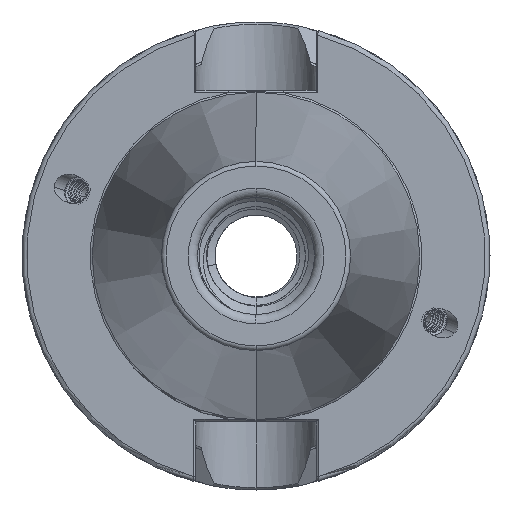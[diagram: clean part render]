
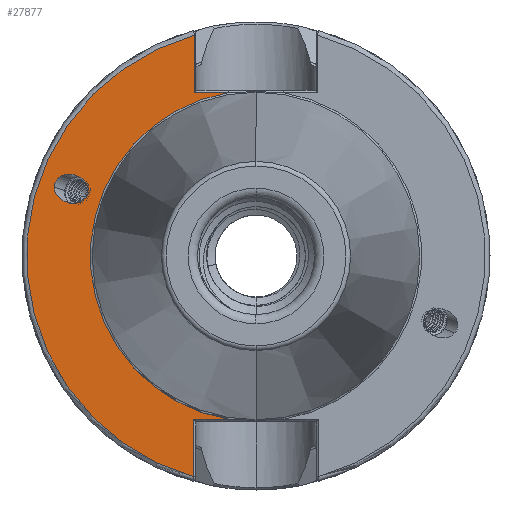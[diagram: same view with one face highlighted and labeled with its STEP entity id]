
A CAD part, left-side view. The second image highlights one B-rep face of the part: STEP entity #27877.
In plain terms, the highlighted planar face has unit normal (-1, 0, 0).
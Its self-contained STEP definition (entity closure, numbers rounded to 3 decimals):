
#899 = VECTOR ( 'NONE', #28331, 1000. ) ;
#910 = CIRCLE ( 'NONE', #8999, 49. ) ;
#977 = LINE ( 'NONE', #28289, #899 ) ;
#1005 = LINE ( 'NONE', #28312, #1019 ) ;
#1019 = VECTOR ( 'NONE', #28376, 1000. ) ;
#1032 = VECTOR ( 'NONE', #23064, 1000. ) ;
#1037 = LINE ( 'NONE', #23082, #1032 ) ;
#1064 = CIRCLE ( 'NONE', #9028, 35.398 ) ;
#1070 = LINE ( 'NONE', #22832, #1105 ) ;
#1105 = VECTOR ( 'NONE', #22851, 1000. ) ;
#1630 = ORIENTED_EDGE ( 'NONE', *, *, #23918, .F. ) ;
#1692 = ORIENTED_EDGE ( 'NONE', *, *, #23673, .T. ) ;
#1694 = ORIENTED_EDGE ( 'NONE', *, *, #23678, .T. ) ;
#1695 = ORIENTED_EDGE ( 'NONE', *, *, #23676, .F. ) ;
#1696 = ORIENTED_EDGE ( 'NONE', *, *, #23709, .T. ) ;
#1710 = ORIENTED_EDGE ( 'NONE', *, *, #23708, .T. ) ;
#1727 = ORIENTED_EDGE ( 'NONE', *, *, #23968, .F. ) ;
#1738 = ORIENTED_EDGE ( 'NONE', *, *, #23652, .F. ) ;
#1744 = ORIENTED_EDGE ( 'NONE', *, *, #23694, .T. ) ;
#2812 = AXIS2_PLACEMENT_3D ( 'NONE', #30172, #30185, #30187 ) ;
#8999 = AXIS2_PLACEMENT_3D ( 'NONE', #28036, #28014, #28001 ) ;
#9028 = AXIS2_PLACEMENT_3D ( 'NONE', #23152, #23066, #23069 ) ;
#10014 = EDGE_LOOP ( 'NONE', ( #1738, #1692, #1710, #1696, #1694, #1744 ) ) ;
#10044 = EDGE_LOOP ( 'NONE', ( #1630, #1695, #1727 ) ) ;
#10129 = CARTESIAN_POINT ( 'NONE',  ( 0., 5.916, -34.9 ) ) ;
#16317 = CARTESIAN_POINT ( 'NONE',  ( 0., 43.118, 14.766 ) ) ;
#16357 = CARTESIAN_POINT ( 'NONE',  ( 0., 35.968, 13.091 ) ) ;
#16399 = CARTESIAN_POINT ( 'NONE',  ( 0., 13.279, -34.9 ) ) ;
#16413 = CARTESIAN_POINT ( 'NONE',  ( 0., 13.194, 34.9 ) ) ;
#16443 = CARTESIAN_POINT ( 'NONE',  ( 0., 35.816, 13.963 ) ) ;
#16483 = CARTESIAN_POINT ( 'NONE',  ( 0., 13.194, 47.19 ) ) ;
#18829 = VERTEX_POINT ( 'NONE', #32454 ) ;
#18831 = VERTEX_POINT ( 'NONE', #32463 ) ;
#18849 = VERTEX_POINT ( 'NONE', #10129 ) ;
#18926 = VERTEX_POINT ( 'NONE', #16357 ) ;
#18949 = VERTEX_POINT ( 'NONE', #16317 ) ;
#19003 = VERTEX_POINT ( 'NONE', #16443 ) ;
#19081 = VERTEX_POINT ( 'NONE', #16399 ) ;
#19085 = VERTEX_POINT ( 'NONE', #16413 ) ;
#19104 = VERTEX_POINT ( 'NONE', #16483 ) ;
#22832 = CARTESIAN_POINT ( 'NONE',  ( 0., 13.194, 0. ) ) ;
#22851 = DIRECTION ( 'NONE',  ( 0., 0., 1. ) ) ;
#23064 = DIRECTION ( 'NONE',  ( 0., -1., 0. ) ) ;
#23066 = DIRECTION ( 'NONE',  ( 1., 0., 0. ) ) ;
#23069 = DIRECTION ( 'NONE',  ( 0., 0., -1. ) ) ;
#23082 = CARTESIAN_POINT ( 'NONE',  ( 0., -12.85, -34.9 ) ) ;
#23152 = CARTESIAN_POINT ( 'NONE',  ( 0., 0., 0. ) ) ;
#23652 = EDGE_CURVE ( 'NONE', #18829, #19104, #910, .T. ) ;
#23673 = EDGE_CURVE ( 'NONE', #18829, #19081, #1005, .T. ) ;
#23676 = EDGE_CURVE ( 'NONE', #18949, #18926, #26341, .T. ) ;
#23678 = EDGE_CURVE ( 'NONE', #18831, #19085, #977, .T. ) ;
#23694 = EDGE_CURVE ( 'NONE', #19085, #19104, #1070, .T. ) ;
#23708 = EDGE_CURVE ( 'NONE', #19081, #18849, #1037, .T. ) ;
#23709 = EDGE_CURVE ( 'NONE', #18849, #18831, #1064, .T. ) ;
#23918 = EDGE_CURVE ( 'NONE', #18926, #19003, #34417, .T. ) ;
#23968 = EDGE_CURVE ( 'NONE', #19003, #18949, #34440, .T. ) ;
#26341 =( BOUNDED_CURVE ( )  B_SPLINE_CURVE ( 3, ( #28258, #28337, #28377, #28288 ),
 .UNSPECIFIED., .F., .T. ) 
 B_SPLINE_CURVE_WITH_KNOTS ( ( 4, 4 ),
 ( 3.431, 6.283 ),
 .UNSPECIFIED. ) 
 CURVE ( )  GEOMETRIC_REPRESENTATION_ITEM ( )  RATIONAL_B_SPLINE_CURVE ( ( 1., 0.43, 0.43, 1. ) ) 
 REPRESENTATION_ITEM ( '' )  );
#27877 = ADVANCED_FACE ( 'NONE', ( #28291, #28192 ), #30184, .T. ) ;
#28001 = DIRECTION ( 'NONE',  ( 0., 0., -1. ) ) ;
#28014 = DIRECTION ( 'NONE',  ( 1., 0., 0. ) ) ;
#28036 = CARTESIAN_POINT ( 'NONE',  ( 0., 0., 0. ) ) ;
#28192 = FACE_OUTER_BOUND ( 'NONE', #10014, .T. ) ;
#28258 = CARTESIAN_POINT ( 'NONE',  ( 0., 43.118, 14.766 ) ) ;
#28288 = CARTESIAN_POINT ( 'NONE',  ( 0., 35.968, 13.091 ) ) ;
#28289 = CARTESIAN_POINT ( 'NONE',  ( 0., 35.398, 34.9 ) ) ;
#28291 = FACE_BOUND ( 'NONE', #10044, .T. ) ;
#28312 = CARTESIAN_POINT ( 'NONE',  ( 0., 13.279, -35.4 ) ) ;
#28331 = DIRECTION ( 'NONE',  ( 0., 1., 0. ) ) ;
#28337 = CARTESIAN_POINT ( 'NONE',  ( 0., 43.118, 9.99 ) ) ;
#28376 = DIRECTION ( 'NONE',  ( 0., 0., 1. ) ) ;
#28377 = CARTESIAN_POINT ( 'NONE',  ( 0., 37.57, 8.69 ) ) ;
#30172 = CARTESIAN_POINT ( 'NONE',  ( 0., 35.398, 0. ) ) ;
#30184 = PLANE ( 'NONE',  #2812 ) ;
#30185 = DIRECTION ( 'NONE',  ( -1., 0., 0. ) ) ;
#30187 = DIRECTION ( 'NONE',  ( 0., 0., 1. ) ) ;
#32454 = CARTESIAN_POINT ( 'NONE',  ( 0., 13.279, -47.166 ) ) ;
#32463 = CARTESIAN_POINT ( 'NONE',  ( 0., 5.916, 34.9 ) ) ;
#34417 =( BOUNDED_CURVE ( )  B_SPLINE_CURVE ( 3, ( #42139, #42177, #42146, #42125 ),
 .UNSPECIFIED., .F., .T. ) 
 B_SPLINE_CURVE_WITH_KNOTS ( ( 4, 4 ),
 ( 0., 0.29 ),
 .UNSPECIFIED. ) 
 CURVE ( )  GEOMETRIC_REPRESENTATION_ITEM ( )  RATIONAL_B_SPLINE_CURVE ( ( 1., 0.993, 0.993, 1. ) ) 
 REPRESENTATION_ITEM ( '' )  );
#34440 =( BOUNDED_CURVE ( )  B_SPLINE_CURVE ( 3, ( #41376, #41377, #41438, #41429 ),
 .UNSPECIFIED., .F., .T. ) 
 B_SPLINE_CURVE_WITH_KNOTS ( ( 4, 4 ),
 ( 0.29, 3.431 ),
 .UNSPECIFIED. ) 
 CURVE ( )  GEOMETRIC_REPRESENTATION_ITEM ( )  RATIONAL_B_SPLINE_CURVE ( ( 1., 0.333, 0.333, 1. ) ) 
 REPRESENTATION_ITEM ( '' )  );
#41376 = CARTESIAN_POINT ( 'NONE',  ( 0., 35.816, 13.963 ) ) ;
#41377 = CARTESIAN_POINT ( 'NONE',  ( 0., 35.816, 20.184 ) ) ;
#41429 = CARTESIAN_POINT ( 'NONE',  ( 0., 43.118, 14.766 ) ) ;
#41438 = CARTESIAN_POINT ( 'NONE',  ( 0., 43.118, 20.987 ) ) ;
#42125 = CARTESIAN_POINT ( 'NONE',  ( 0., 35.816, 13.963 ) ) ;
#42139 = CARTESIAN_POINT ( 'NONE',  ( 0., 35.968, 13.091 ) ) ;
#42146 = CARTESIAN_POINT ( 'NONE',  ( 0., 35.816, 13.662 ) ) ;
#42177 = CARTESIAN_POINT ( 'NONE',  ( 0., 35.867, 13.369 ) ) ;
